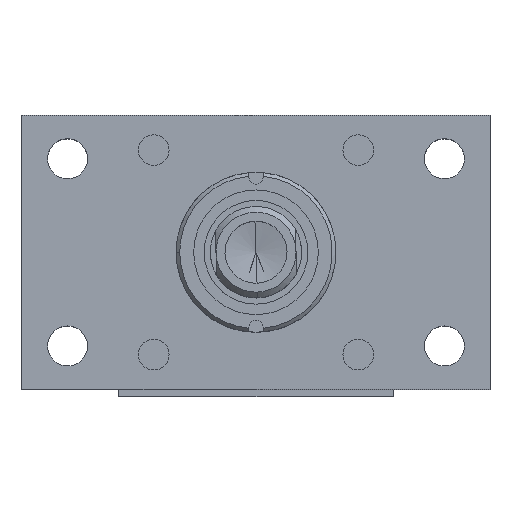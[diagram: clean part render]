
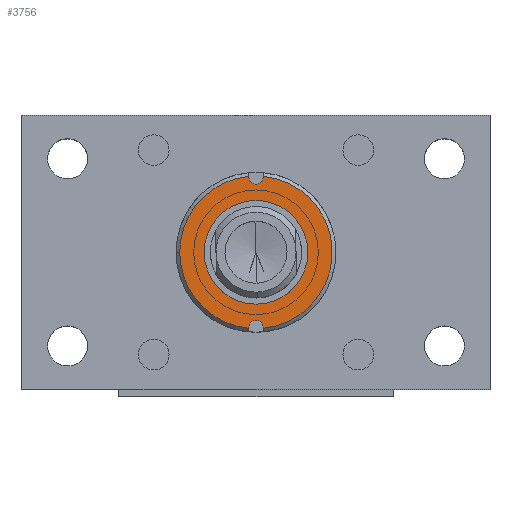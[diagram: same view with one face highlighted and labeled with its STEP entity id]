
A CAD part, top view. The second image highlights one B-rep face of the part: STEP entity #3756.
In plain terms, the highlighted planar face has unit normal (0, 0, 1).
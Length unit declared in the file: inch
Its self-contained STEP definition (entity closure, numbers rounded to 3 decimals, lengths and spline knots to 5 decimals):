
#175 = EDGE_CURVE ( 'NONE', #8042, #4326, #5147, .T. ) ;
#267 = DIRECTION ( 'NONE',  ( 0., 0., 1. ) ) ;
#297 = VECTOR ( 'NONE', #774, 39.37008 ) ;
#577 = VERTEX_POINT ( 'NONE', #8855 ) ;
#611 = ORIENTED_EDGE ( 'NONE', *, *, #8775, .T. ) ;
#631 = PLANE ( 'NONE',  #4386 ) ;
#693 = CARTESIAN_POINT ( 'NONE',  ( 19.41758, 31.45966, -2.69734 ) ) ;
#728 = ORIENTED_EDGE ( 'NONE', *, *, #175, .F. ) ;
#774 = DIRECTION ( 'NONE',  ( 0., 1., 0. ) ) ;
#831 = DIRECTION ( 'NONE',  ( 0., 1., 0. ) ) ;
#1002 = DIRECTION ( 'NONE',  ( 1., 0., 0. ) ) ;
#1132 = VERTEX_POINT ( 'NONE', #3507 ) ;
#1190 = CIRCLE ( 'NONE', #8415, 0.835 ) ;
#1234 = DIRECTION ( 'NONE',  ( 1., 0., 0. ) ) ;
#1250 = VERTEX_POINT ( 'NONE', #8498 ) ;
#1430 = EDGE_CURVE ( 'NONE', #6776, #3422, #1190, .T. ) ;
#1464 = CARTESIAN_POINT ( 'NONE',  ( 19.98508, 30.63592, -2.69734 ) ) ;
#1491 = EDGE_CURVE ( 'NONE', #8630, #6776, #1496, .T. ) ;
#1496 = CIRCLE ( 'NONE', #2870, 0.835 ) ;
#1608 = VERTEX_POINT ( 'NONE', #8721 ) ;
#1688 = CARTESIAN_POINT ( 'NONE',  ( 19.49558, 31.20342, -2.69734 ) ) ;
#1694 = AXIS2_PLACEMENT_3D ( 'NONE', #693, #7112, #4769 ) ;
#1835 = DIRECTION ( 'NONE',  ( 1., 0., 0. ) ) ;
#1902 = CARTESIAN_POINT ( 'NONE',  ( 18.58258, 30.63592, -2.69734 ) ) ;
#1921 = DIRECTION ( 'NONE',  ( 0., 0., -1. ) ) ;
#2353 = CARTESIAN_POINT ( 'NONE',  ( 19.33958, 29.80457, -2.69734 ) ) ;
#2412 = EDGE_CURVE ( 'NONE', #1608, #4730, #4601, .T. ) ;
#2416 = DIRECTION ( 'NONE',  ( 1., 0., 0. ) ) ;
#2443 = DIRECTION ( 'NONE',  ( 0., 0., 1. ) ) ;
#2486 = ORIENTED_EDGE ( 'NONE', *, *, #1491, .T. ) ;
#2630 = CARTESIAN_POINT ( 'NONE',  ( 18.85008, 30.63592, -2.69734 ) ) ;
#2800 = ORIENTED_EDGE ( 'NONE', *, *, #5233, .T. ) ;
#2870 = AXIS2_PLACEMENT_3D ( 'NONE', #8627, #5295, #1835 ) ;
#2927 = EDGE_CURVE ( 'NONE', #1132, #7745, #3974, .T. ) ;
#2972 = LINE ( 'NONE', #3589, #297 ) ;
#3066 = DIRECTION ( 'NONE',  ( 0., 0., 1. ) ) ;
#3068 = AXIS2_PLACEMENT_3D ( 'NONE', #7725, #267, #7787 ) ;
#3099 = CIRCLE ( 'NONE', #1694, 0.078 ) ;
#3177 = CARTESIAN_POINT ( 'NONE',  ( 19.41758, 30.63592, -2.69734 ) ) ;
#3243 = DIRECTION ( 'NONE',  ( -1., 0., 0. ) ) ;
#3422 = VERTEX_POINT ( 'NONE', #2353 ) ;
#3507 = CARTESIAN_POINT ( 'NONE',  ( 19.49558, 31.46727, -2.69734 ) ) ;
#3576 = ORIENTED_EDGE ( 'NONE', *, *, #2412, .T. ) ;
#3589 = CARTESIAN_POINT ( 'NONE',  ( 19.49558, 31.20342, -2.69734 ) ) ;
#3746 = EDGE_CURVE ( 'NONE', #8630, #1250, #7563, .T. ) ;
#3756 = ADVANCED_FACE ( 'NONE', ( #5645, #5754 ), #631, .F. ) ;
#3800 = EDGE_CURVE ( 'NONE', #577, #4730, #2972, .T. ) ;
#3872 = DIRECTION ( 'NONE',  ( 0., 0., 1. ) ) ;
#3974 = LINE ( 'NONE', #1688, #5885 ) ;
#4078 = AXIS2_PLACEMENT_3D ( 'NONE', #3177, #3872, #1234 ) ;
#4326 = VERTEX_POINT ( 'NONE', #2630 ) ;
#4386 = AXIS2_PLACEMENT_3D ( 'NONE', #5436, #4941, #8365 ) ;
#4601 = CIRCLE ( 'NONE', #6047, 0.078 ) ;
#4655 = DIRECTION ( 'NONE',  ( 0., -1., 0. ) ) ;
#4730 = VERTEX_POINT ( 'NONE', #4910 ) ;
#4769 = DIRECTION ( 'NONE',  ( -1., 0., 0. ) ) ;
#4785 = CIRCLE ( 'NONE', #5435, 0.835 ) ;
#4876 = CIRCLE ( 'NONE', #3068, 0.5675 ) ;
#4910 = CARTESIAN_POINT ( 'NONE',  ( 19.49558, 29.81218, -2.69734 ) ) ;
#4941 = DIRECTION ( 'NONE',  ( 0., 0., -1. ) ) ;
#4950 = ORIENTED_EDGE ( 'NONE', *, *, #5851, .F. ) ;
#4967 = CARTESIAN_POINT ( 'NONE',  ( 19.33958, 31.46727, -2.69734 ) ) ;
#5038 = LINE ( 'NONE', #7692, #6862 ) ;
#5107 = CARTESIAN_POINT ( 'NONE',  ( 19.41758, 30.63592, -2.69734 ) ) ;
#5147 = CIRCLE ( 'NONE', #4078, 0.5675 ) ;
#5233 = EDGE_CURVE ( 'NONE', #577, #1132, #4785, .T. ) ;
#5295 = DIRECTION ( 'NONE',  ( 0., 0., 1. ) ) ;
#5398 = CARTESIAN_POINT ( 'NONE',  ( 19.49558, 31.45966, -2.69734 ) ) ;
#5435 = AXIS2_PLACEMENT_3D ( 'NONE', #8610, #2443, #2416 ) ;
#5436 = CARTESIAN_POINT ( 'NONE',  ( 19.41758, 31.20342, -2.69734 ) ) ;
#5645 = FACE_OUTER_BOUND ( 'NONE', #7420, .T. ) ;
#5754 = FACE_BOUND ( 'NONE', #5949, .T. ) ;
#5851 = EDGE_CURVE ( 'NONE', #4326, #8042, #4876, .T. ) ;
#5885 = VECTOR ( 'NONE', #7183, 39.37008 ) ;
#5949 = EDGE_LOOP ( 'NONE', ( #728, #4950 ) ) ;
#5976 = ORIENTED_EDGE ( 'NONE', *, *, #3800, .F. ) ;
#6047 = AXIS2_PLACEMENT_3D ( 'NONE', #6670, #1921, #3243 ) ;
#6670 = CARTESIAN_POINT ( 'NONE',  ( 19.41758, 29.81218, -2.69734 ) ) ;
#6776 = VERTEX_POINT ( 'NONE', #1902 ) ;
#6862 = VECTOR ( 'NONE', #831, 39.37008 ) ;
#7112 = DIRECTION ( 'NONE',  ( 0., 0., -1. ) ) ;
#7183 = DIRECTION ( 'NONE',  ( 0., -1., 0. ) ) ;
#7207 = ORIENTED_EDGE ( 'NONE', *, *, #8648, .T. ) ;
#7370 = ORIENTED_EDGE ( 'NONE', *, *, #1430, .T. ) ;
#7389 = CARTESIAN_POINT ( 'NONE',  ( 19.33958, 31.20342, -2.69734 ) ) ;
#7420 = EDGE_LOOP ( 'NONE', ( #5976, #2800, #8110, #611, #7597, #2486, #7370, #7207, #3576 ) ) ;
#7462 = VECTOR ( 'NONE', #4655, 39.37008 ) ;
#7563 = LINE ( 'NONE', #7389, #7462 ) ;
#7597 = ORIENTED_EDGE ( 'NONE', *, *, #3746, .F. ) ;
#7692 = CARTESIAN_POINT ( 'NONE',  ( 19.33958, 31.20342, -2.69734 ) ) ;
#7725 = CARTESIAN_POINT ( 'NONE',  ( 19.41758, 30.63592, -2.69734 ) ) ;
#7745 = VERTEX_POINT ( 'NONE', #5398 ) ;
#7787 = DIRECTION ( 'NONE',  ( 1., 0., 0. ) ) ;
#8042 = VERTEX_POINT ( 'NONE', #1464 ) ;
#8110 = ORIENTED_EDGE ( 'NONE', *, *, #2927, .T. ) ;
#8365 = DIRECTION ( 'NONE',  ( 0., -1., 0. ) ) ;
#8415 = AXIS2_PLACEMENT_3D ( 'NONE', #5107, #3066, #1002 ) ;
#8498 = CARTESIAN_POINT ( 'NONE',  ( 19.33958, 31.45966, -2.69734 ) ) ;
#8610 = CARTESIAN_POINT ( 'NONE',  ( 19.41758, 30.63592, -2.69734 ) ) ;
#8627 = CARTESIAN_POINT ( 'NONE',  ( 19.41758, 30.63592, -2.69734 ) ) ;
#8630 = VERTEX_POINT ( 'NONE', #4967 ) ;
#8648 = EDGE_CURVE ( 'NONE', #3422, #1608, #5038, .T. ) ;
#8721 = CARTESIAN_POINT ( 'NONE',  ( 19.33958, 29.81218, -2.69734 ) ) ;
#8775 = EDGE_CURVE ( 'NONE', #7745, #1250, #3099, .T. ) ;
#8855 = CARTESIAN_POINT ( 'NONE',  ( 19.49558, 29.80457, -2.69734 ) ) ;
